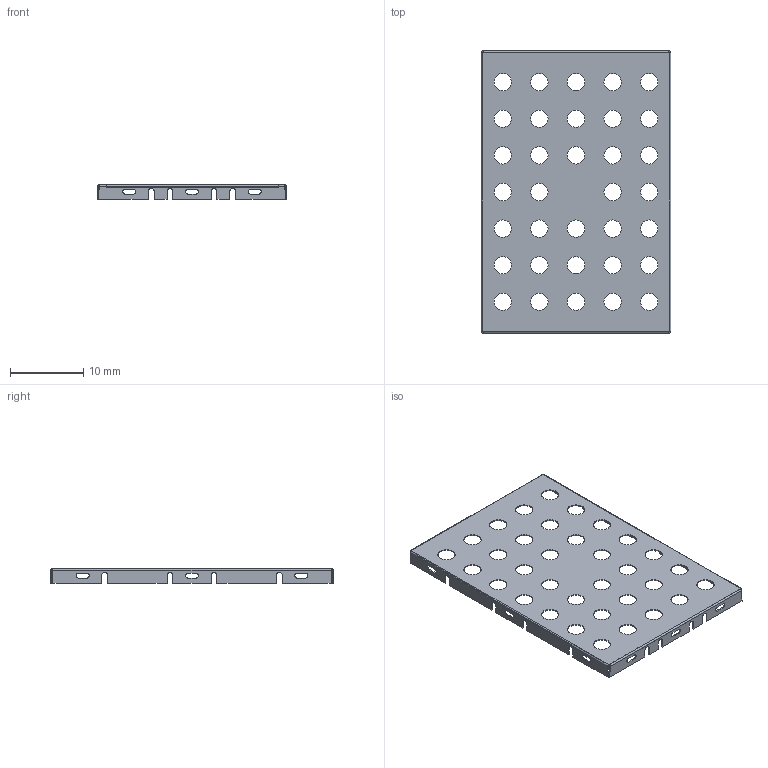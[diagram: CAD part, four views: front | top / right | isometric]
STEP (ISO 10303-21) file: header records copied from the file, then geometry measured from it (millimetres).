
FILE_DESCRIPTION(/* description */ (''),/* implementation_level */ '2;1');
FILE_NAME(/* name */ 'MSBOX_LAIRD_BMI-S-205-C.stp',/* time_stamp */ '2017-06-21T10:49:37+02:00',/* author */ ('jchouvet'),/* organization */ ('SolidWorks'),/* preprocessor_version */ 'ST-DEVELOPER v16.1',/* originating_system */ 'AutoCAD Mechanical',/* authorisation */ '');
FILE_SCHEMA (('AUTOMOTIVE_DESIGN { 1 0 10303 214 3 1 1 }'));
Length unit declared in the file: millimetre
Products named in the file (1): Product
Bounding box: 25.86 x 38.56 x 2 mm (x, y, z)
Volume: 136.3 mm3; surface area: 2160.7 mm2
Topology: 1 solids, 1 shells, 209 faces, 597 edges, 390 vertices
Faces by surface type: plane 102, cylinder 91, bspline 16
Full cylindrical faces by diameter (mm): 2.36 x34
Entity records: 7355 total; most frequent: CARTESIAN_POINT 1731, ORIENTED_EDGE 1126, DIRECTION 1117, EDGE_CURVE 563, VERTEX_POINT 390, AXIS2_PLACEMENT_3D 376, LINE 365, VECTOR 365
